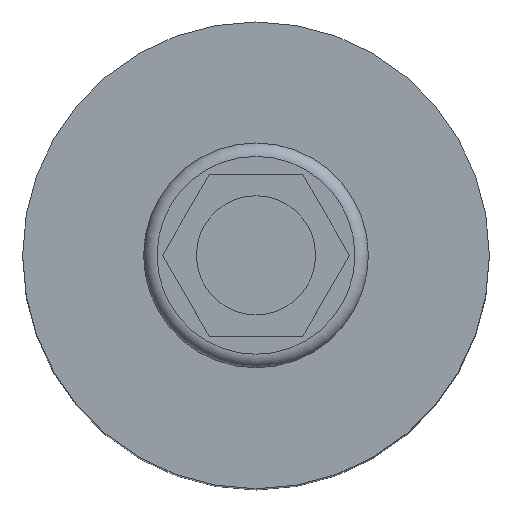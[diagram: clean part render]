
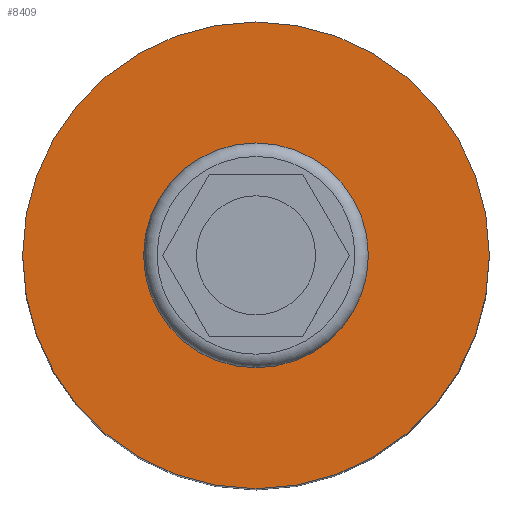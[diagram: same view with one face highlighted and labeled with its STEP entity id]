
A CAD part, top view. The second image highlights one B-rep face of the part: STEP entity #8409.
In plain terms, the highlighted planar face has unit normal (0, 0, 1).
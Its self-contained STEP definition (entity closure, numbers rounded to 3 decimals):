
#8341=CARTESIAN_POINT('',(0.0,-25.,239.5));
#8342=VERTEX_POINT('',#8341);
#8343=CARTESIAN_POINT('',(0.0,0.,239.5));
#8344=DIRECTION('',(0.0,0.0,-1.0));
#8345=DIRECTION('',(0.0,-1.0,0.0));
#8346=AXIS2_PLACEMENT_3D('',#8343,#8344,#8345);
#8347=CIRCLE('',#8346,25.0);
#8348=EDGE_CURVE('',#8342,#8342,#8347,.T.);
#8375=CARTESIAN_POINT('',(-51.9,0.,239.5));
#8376=VERTEX_POINT('',#8375);
#8377=CARTESIAN_POINT('',(0.0,0.0,239.5));
#8378=DIRECTION('',(0.0,0.0,-1.0));
#8379=DIRECTION('',(1.0,0.0,0.0));
#8380=AXIS2_PLACEMENT_3D('',#8377,#8378,#8379);
#8381=CIRCLE('',#8380,51.9);
#8382=EDGE_CURVE('',#8376,#8376,#8381,.T.);
#8398=CARTESIAN_POINT('',(0.0,0.0,239.5));
#8399=DIRECTION('',(0.0,0.0,-1.0));
#8400=DIRECTION('',(1.0,0.0,0.0));
#8401=AXIS2_PLACEMENT_3D('',#8398,#8399,#8400);
#8402=PLANE('',#8401);
#8403=ORIENTED_EDGE('',*,*,#8382,.F.);
#8404=EDGE_LOOP('',(#8403));
#8405=FACE_OUTER_BOUND('',#8404,.T.);
#8406=ORIENTED_EDGE('',*,*,#8348,.T.);
#8407=EDGE_LOOP('',(#8406));
#8408=FACE_BOUND('',#8407,.T.);
#8409=ADVANCED_FACE('',(#8405,#8408),#8402,.F.);
